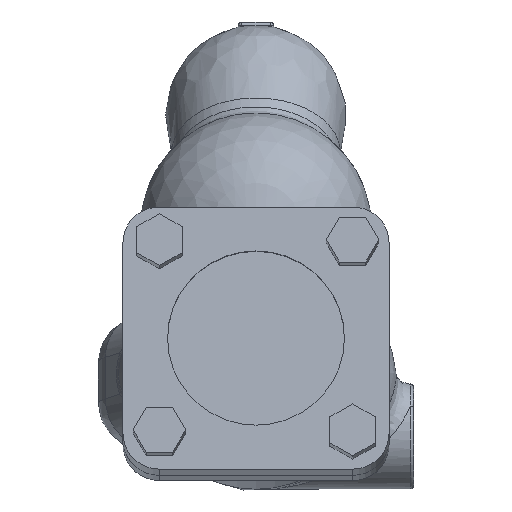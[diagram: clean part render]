
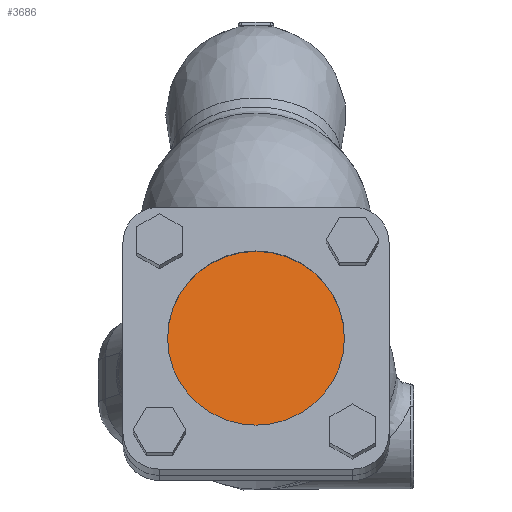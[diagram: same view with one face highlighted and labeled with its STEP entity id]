
A CAD part, front view. The second image highlights one B-rep face of the part: STEP entity #3686.
In plain terms, the highlighted planar face has unit normal (0, -0.985, 0.174).
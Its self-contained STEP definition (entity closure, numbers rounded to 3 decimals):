
#96=PLANE('',#3972);
#494=CIRCLE('',#3970,25.25);
#495=CIRCLE('',#3971,25.25);
#737=FACE_OUTER_BOUND('',#978,.T.);
#978=EDGE_LOOP('',(#2492,#2493));
#1477=VERTEX_POINT('',#5648);
#1478=VERTEX_POINT('',#5650);
#1866=EDGE_CURVE('',#1477,#1478,#494,.T.);
#1867=EDGE_CURVE('',#1478,#1477,#495,.T.);
#2492=ORIENTED_EDGE('',*,*,#1867,.F.);
#2493=ORIENTED_EDGE('',*,*,#1866,.F.);
#3686=ADVANCED_FACE('',(#737),#96,.T.);
#3970=AXIS2_PLACEMENT_3D('',#5651,#4395,#4396);
#3971=AXIS2_PLACEMENT_3D('',#5652,#4397,#4398);
#3972=AXIS2_PLACEMENT_3D('',#5653,#4399,#4400);
#4395=DIRECTION('center_axis',(0.,0.985,
-0.174));
#4396=DIRECTION('ref_axis',(1.,0.,0.));
#4397=DIRECTION('center_axis',(0.,0.985,
-0.174));
#4398=DIRECTION('ref_axis',(1.,0.,0.));
#4399=DIRECTION('center_axis',(0.,-0.985,
0.174));
#4400=DIRECTION('ref_axis',(0.,-0.174,-0.985));
#5648=CARTESIAN_POINT('',(-25.25,-9.356,1.65));
#5650=CARTESIAN_POINT('',(25.25,-9.356,1.65));
#5651=CARTESIAN_POINT('Origin',(0.,-9.356,
1.65));
#5652=CARTESIAN_POINT('Origin',(0.,-9.356,
1.65));
#5653=CARTESIAN_POINT('Origin',(0.,-9.356,
1.65));
